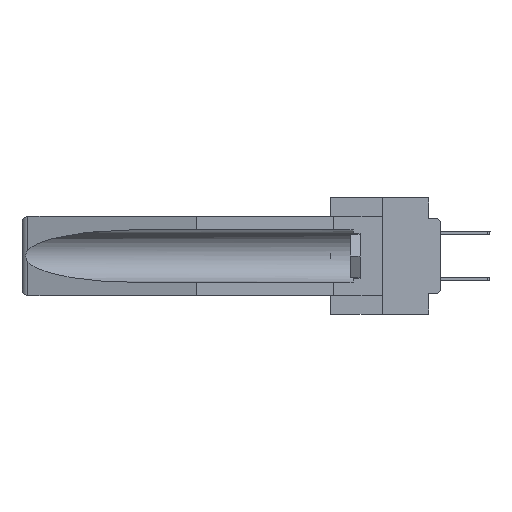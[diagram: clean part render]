
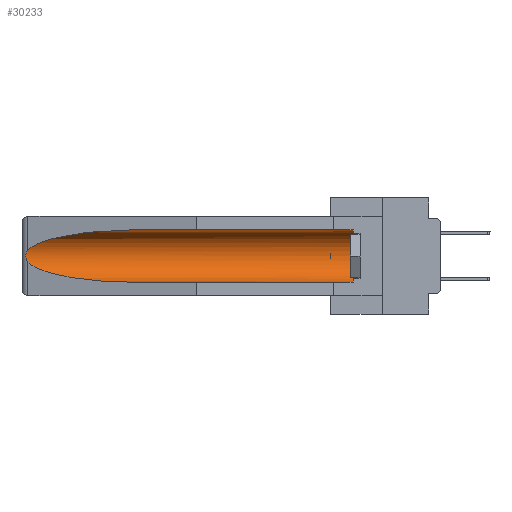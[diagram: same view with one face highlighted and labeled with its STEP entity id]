
A CAD part, left-side view. The second image highlights one B-rep face of the part: STEP entity #30233.
In plain terms, the highlighted cylindrical face has radius 2.857 mm (diameter 5.715 mm), a partial arc.
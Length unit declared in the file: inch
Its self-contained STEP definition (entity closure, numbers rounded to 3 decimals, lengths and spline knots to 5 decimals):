
#1418 = CARTESIAN_POINT ( 'NONE',  ( 0.2675, 1.53308, -0.16763 ) ) ;
#2452 = CARTESIAN_POINT ( 'NONE',  ( 0.26537, 1.52718, -0.14972 ) ) ;
#2518 = EDGE_CURVE ( 'NONE', #30230, #31877, #28211, .T. ) ;
#3955 = EDGE_CURVE ( 'NONE', #21100, #30230, #19731, .T. ) ;
#4504 = CARTESIAN_POINT ( 'NONE',  ( 0.155, -0.30754, -0.284 ) ) ;
#5244 = CARTESIAN_POINT ( 'NONE',  ( 0.26537, 1.52718, -0.19328 ) ) ;
#6286 = CARTESIAN_POINT ( 'NONE',  ( 0.26537, 1.52718, -0.19328 ) ) ;
#6446 =( BOUNDED_CURVE ( )  B_SPLINE_CURVE ( 3, ( #8490, #15149, #27325, #15013 ),
 .UNSPECIFIED., .F., .F. ) 
 B_SPLINE_CURVE_WITH_KNOTS ( ( 4, 4 ),
 ( 4.71239, 6.08839 ),
 .UNSPECIFIED. ) 
 CURVE ( )  GEOMETRIC_REPRESENTATION_ITEM ( )  RATIONAL_B_SPLINE_CURVE ( ( 1., 0.848, 0.848, 1. ) ) 
 REPRESENTATION_ITEM ( '' )  );
#6633 = LINE ( 'NONE', #4504, #31561 ) ;
#7584 = EDGE_LOOP ( 'NONE', ( #30145, #26179, #8099, #32386, #26924, #28597 ) ) ;
#8099 = ORIENTED_EDGE ( 'NONE', *, *, #2518, .T. ) ;
#8456 = CARTESIAN_POINT ( 'NONE',  ( 0.155, 1.07973, -0.284 ) ) ;
#8490 = CARTESIAN_POINT ( 'NONE',  ( 0.155, 1.07973, -0.059 ) ) ;
#9394 = DIRECTION ( 'NONE',  ( 0., 1., 0. ) ) ;
#10338 = CARTESIAN_POINT ( 'NONE',  ( 0.155, 1.07973, -0.284 ) ) ;
#10535 = CARTESIAN_POINT ( 'NONE',  ( 0.26654, 1.53092, -0.15636 ) ) ;
#10794 = CIRCLE ( 'NONE', #24064, 0.1125 ) ;
#12606 = EDGE_CURVE ( 'NONE', #26455, #25721, #10794, .T. ) ;
#12841 = DIRECTION ( 'NONE',  ( 0., -1., 0. ) ) ;
#12975 = CARTESIAN_POINT ( 'NONE',  ( 0.155, 0.126, -0.1715 ) ) ;
#13775 = FACE_OUTER_BOUND ( 'NONE', #7584, .T. ) ;
#13794 = CARTESIAN_POINT ( 'NONE',  ( 0.26537, 1.52718, -0.14972 ) ) ;
#15013 = CARTESIAN_POINT ( 'NONE',  ( 0.26537, 1.52718, -0.14972 ) ) ;
#15149 = CARTESIAN_POINT ( 'NONE',  ( 0.21114, 1.30732, -0.059 ) ) ;
#16066 = CARTESIAN_POINT ( 'NONE',  ( 0.26537, 1.52718, -0.19328 ) ) ;
#17019 = DIRECTION ( 'NONE',  ( 0., 1., 0. ) ) ;
#18082 = AXIS2_PLACEMENT_3D ( 'NONE', #28240, #9394, #18409 ) ;
#18409 = DIRECTION ( 'NONE',  ( 0., 0., 1. ) ) ;
#19731 = B_SPLINE_CURVE_WITH_KNOTS ( 'NONE', 3,
 ( #13794, #35873, #10535, #38907, #1418, #22841, #29121, #32253, #35470, #5244 ),
 .UNSPECIFIED., .F., .F.,
 ( 4, 2, 2, 2, 4 ),
 ( 0., 0.00029, 0.00058, 0.00087, 0.00117 ),
 .UNSPECIFIED. ) ;
#21100 = VERTEX_POINT ( 'NONE', #2452 ) ;
#21888 = DIRECTION ( 'NONE',  ( 0., 0., 1. ) ) ;
#22014 = VERTEX_POINT ( 'NONE', #23113 ) ;
#22250 = CARTESIAN_POINT ( 'NONE',  ( 0.21114, 1.30732, -0.284 ) ) ;
#22841 = CARTESIAN_POINT ( 'NONE',  ( 0.2675, 1.53308, -0.17534 ) ) ;
#23113 = CARTESIAN_POINT ( 'NONE',  ( 0.155, 1.07973, -0.059 ) ) ;
#24064 = AXIS2_PLACEMENT_3D ( 'NONE', #12975, #12841, #21888 ) ;
#24071 = CYLINDRICAL_SURFACE ( 'NONE', #18082, 0.1125 ) ;
#25262 = CARTESIAN_POINT ( 'NONE',  ( 0.155, 0.126, -0.284 ) ) ;
#25450 = EDGE_CURVE ( 'NONE', #22014, #21100, #6446, .T. ) ;
#25521 = CARTESIAN_POINT ( 'NONE',  ( 0.25451, 1.48313, -0.24835 ) ) ;
#25721 = VERTEX_POINT ( 'NONE', #25789 ) ;
#25789 = CARTESIAN_POINT ( 'NONE',  ( 0.155, 0.126, -0.059 ) ) ;
#26179 = ORIENTED_EDGE ( 'NONE', *, *, #3955, .T. ) ;
#26455 = VERTEX_POINT ( 'NONE', #25262 ) ;
#26924 = ORIENTED_EDGE ( 'NONE', *, *, #12606, .T. ) ;
#27325 = CARTESIAN_POINT ( 'NONE',  ( 0.25451, 1.48313, -0.09465 ) ) ;
#28211 =( BOUNDED_CURVE ( )  B_SPLINE_CURVE ( 3, ( #16066, #25521, #22250, #10338 ),
 .UNSPECIFIED., .F., .T. ) 
 B_SPLINE_CURVE_WITH_KNOTS ( ( 4, 4 ),
 ( 0.1948, 1.5708 ),
 .UNSPECIFIED. ) 
 CURVE ( )  GEOMETRIC_REPRESENTATION_ITEM ( )  RATIONAL_B_SPLINE_CURVE ( ( 1., 0.848, 0.848, 1. ) ) 
 REPRESENTATION_ITEM ( '' )  );
#28240 = CARTESIAN_POINT ( 'NONE',  ( 0.155, -0.30754, -0.1715 ) ) ;
#28597 = ORIENTED_EDGE ( 'NONE', *, *, #34427, .T. ) ;
#29121 = CARTESIAN_POINT ( 'NONE',  ( 0.2673, 1.53269, -0.17917 ) ) ;
#30145 = ORIENTED_EDGE ( 'NONE', *, *, #25450, .T. ) ;
#30230 = VERTEX_POINT ( 'NONE', #6286 ) ;
#30233 = ADVANCED_FACE ( 'NONE', ( #13775 ), #24071, .F. ) ;
#31090 = LINE ( 'NONE', #31537, #36544 ) ;
#31537 = CARTESIAN_POINT ( 'NONE',  ( 0.155, -0.30754, -0.059 ) ) ;
#31561 = VECTOR ( 'NONE', #17019, 39.37008 ) ;
#31877 = VERTEX_POINT ( 'NONE', #8456 ) ;
#32253 = CARTESIAN_POINT ( 'NONE',  ( 0.26655, 1.53094, -0.18657 ) ) ;
#32386 = ORIENTED_EDGE ( 'NONE', *, *, #34798, .F. ) ;
#34427 = EDGE_CURVE ( 'NONE', #25721, #22014, #31090, .T. ) ;
#34798 = EDGE_CURVE ( 'NONE', #26455, #31877, #6633, .T. ) ;
#35470 = CARTESIAN_POINT ( 'NONE',  ( 0.26597, 1.5296, -0.19026 ) ) ;
#35873 = CARTESIAN_POINT ( 'NONE',  ( 0.26597, 1.52961, -0.15275 ) ) ;
#36544 = VECTOR ( 'NONE', #37909, 39.37008 ) ;
#37909 = DIRECTION ( 'NONE',  ( 0., 1., 0. ) ) ;
#38907 = CARTESIAN_POINT ( 'NONE',  ( 0.2673, 1.5327, -0.16383 ) ) ;
